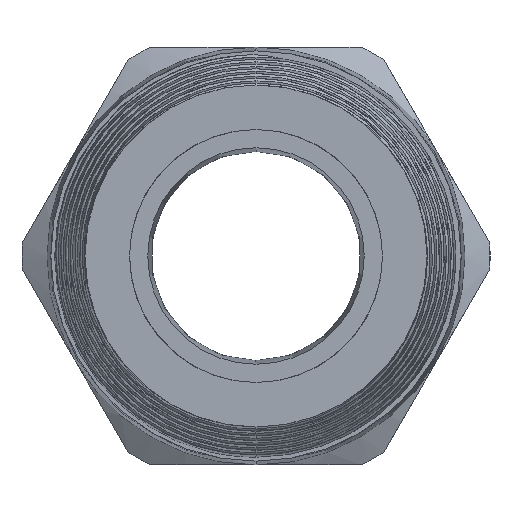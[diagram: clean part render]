
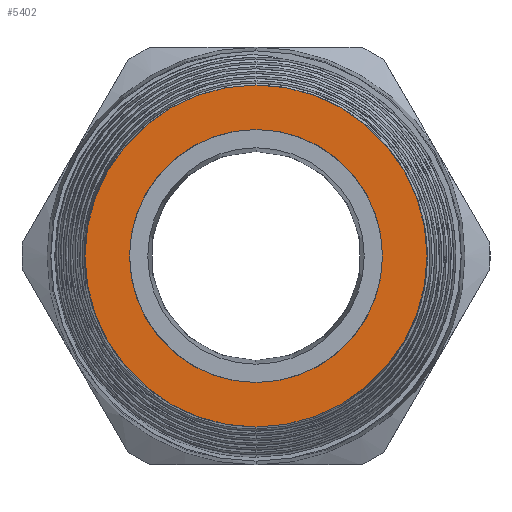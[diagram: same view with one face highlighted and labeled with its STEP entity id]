
A CAD part, left-side view. The second image highlights one B-rep face of the part: STEP entity #5402.
In plain terms, the highlighted planar face has unit normal (-1, 0, 0).
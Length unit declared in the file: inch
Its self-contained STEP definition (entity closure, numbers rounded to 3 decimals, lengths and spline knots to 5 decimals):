
#2116 = CARTESIAN_POINT ( 'NONE',  ( -3.54, 0., -0.38462 ) ) ;
#2123 = DIRECTION ( 'NONE',  ( 0., 0., 1. ) ) ;
#2124 = DIRECTION ( 'NONE',  ( -1., 0., 0. ) ) ;
#2125 = CARTESIAN_POINT ( 'NONE',  ( -3.54, 0., 0. ) ) ;
#2126 = AXIS2_PLACEMENT_3D ( 'NONE', #2125, #2124, #2123 ) ;
#2127 = CIRCLE ( 'NONE', #2126, 0.38462 ) ;
#2128 = CARTESIAN_POINT ( 'NONE',  ( -3.54, 0., 0.38462 ) ) ;
#5372 = ORIENTED_EDGE ( 'NONE', *, *, #5400, .T. ) ;
#5375 = ORIENTED_EDGE ( 'NONE', *, *, #5536, .T. ) ;
#5386 = EDGE_LOOP ( 'NONE', ( #5372, #5375 ) ) ;
#5397 = EDGE_LOOP ( 'NONE', ( #5399, #5398 ) ) ;
#5398 = ORIENTED_EDGE ( 'NONE', *, *, #6391, .F. ) ;
#5399 = ORIENTED_EDGE ( 'NONE', *, *, #6488, .F. ) ;
#5400 = EDGE_CURVE ( 'NONE', #5538, #5534, #12004, .T. ) ;
#5402 = ADVANCED_FACE ( 'NONE', ( #11994, #11993 ), #11992, .T. ) ;
#5534 = VERTEX_POINT ( 'NONE', #2128 ) ;
#5536 = EDGE_CURVE ( 'NONE', #5534, #5538, #2127, .T. ) ;
#5538 = VERTEX_POINT ( 'NONE', #2116 ) ;
#6391 = EDGE_CURVE ( 'NONE', #6478, #6483, #7479, .T. ) ;
#6478 = VERTEX_POINT ( 'NONE', #7823 ) ;
#6483 = VERTEX_POINT ( 'NONE', #7856 ) ;
#6488 = EDGE_CURVE ( 'NONE', #6483, #6478, #7849, .T. ) ;
#7449 = CARTESIAN_POINT ( 'NONE',  ( -3.54, 0., 0. ) ) ;
#7475 = DIRECTION ( 'NONE',  ( 0., 0., 1. ) ) ;
#7477 = DIRECTION ( 'NONE',  ( -1., 0., 0. ) ) ;
#7478 = AXIS2_PLACEMENT_3D ( 'NONE', #7449, #7477, #7475 ) ;
#7479 = CIRCLE ( 'NONE', #7478, 0.28462 ) ;
#7823 = CARTESIAN_POINT ( 'NONE',  ( -3.54, 0., 0.28462 ) ) ;
#7845 = DIRECTION ( 'NONE',  ( 0., 0., 1. ) ) ;
#7846 = DIRECTION ( 'NONE',  ( -1., 0., 0. ) ) ;
#7847 = CARTESIAN_POINT ( 'NONE',  ( -3.54, 0., 0. ) ) ;
#7848 = AXIS2_PLACEMENT_3D ( 'NONE', #7847, #7846, #7845 ) ;
#7849 = CIRCLE ( 'NONE', #7848, 0.28462 ) ;
#7856 = CARTESIAN_POINT ( 'NONE',  ( -3.54, 0., -0.28462 ) ) ;
#11991 = CARTESIAN_POINT ( 'NONE',  ( -3.54, 0., 0. ) ) ;
#11992 = PLANE ( 'NONE',  #12036 ) ;
#11993 = FACE_BOUND ( 'NONE', #5397, .T. ) ;
#11994 = FACE_OUTER_BOUND ( 'NONE', #5386, .T. ) ;
#11995 = DIRECTION ( 'NONE',  ( 0., 0., 1. ) ) ;
#11996 = DIRECTION ( 'NONE',  ( -1., 0., 0. ) ) ;
#11997 = CARTESIAN_POINT ( 'NONE',  ( -3.54, 0., 0. ) ) ;
#11998 = AXIS2_PLACEMENT_3D ( 'NONE', #11997, #11996, #11995 ) ;
#12004 = CIRCLE ( 'NONE', #11998, 0.38462 ) ;
#12034 = DIRECTION ( 'NONE',  ( 0., 0., 1. ) ) ;
#12035 = DIRECTION ( 'NONE',  ( -1., 0., 0. ) ) ;
#12036 = AXIS2_PLACEMENT_3D ( 'NONE', #11991, #12035, #12034 ) ;
